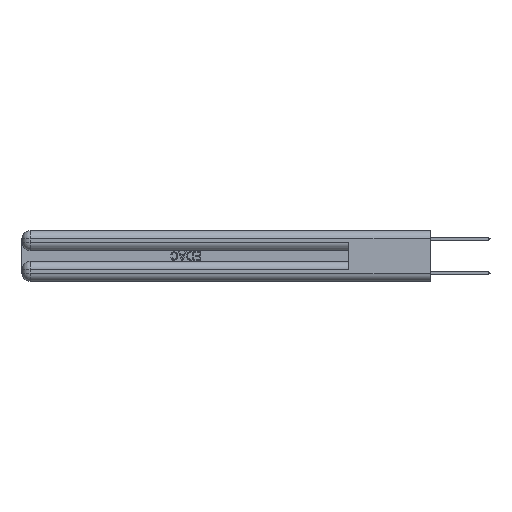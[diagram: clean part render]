
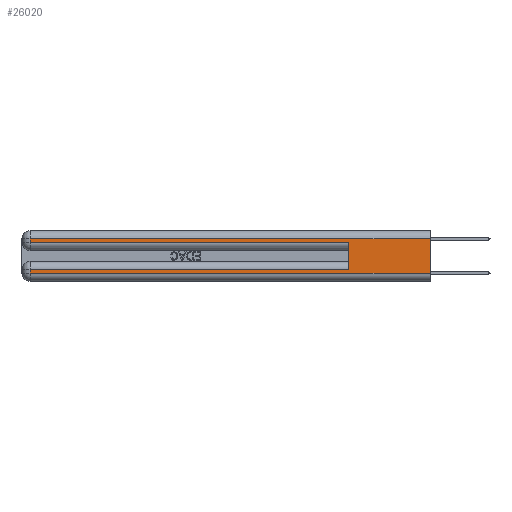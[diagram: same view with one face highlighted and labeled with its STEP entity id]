
A CAD part, left-side view. The second image highlights one B-rep face of the part: STEP entity #26020.
In plain terms, the highlighted planar face has unit normal (-1, 0, 0).
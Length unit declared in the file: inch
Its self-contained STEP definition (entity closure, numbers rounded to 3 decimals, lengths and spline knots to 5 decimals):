
#314 = CARTESIAN_POINT ( 'NONE',  ( 0., 2.94, 0.285 ) ) ;
#518 = PLANE ( 'NONE',  #29333 ) ;
#656 = LINE ( 'NONE', #3028, #3102 ) ;
#755 = CARTESIAN_POINT ( 'NONE',  ( 0., 0.6, 0.145 ) ) ;
#953 = FACE_OUTER_BOUND ( 'NONE', #26687, .T. ) ;
#2193 = ORIENTED_EDGE ( 'NONE', *, *, #20014, .T. ) ;
#2411 = ORIENTED_EDGE ( 'NONE', *, *, #21290, .F. ) ;
#2502 = VERTEX_POINT ( 'NONE', #16419 ) ;
#3004 = EDGE_CURVE ( 'NONE', #27497, #17064, #28467, .T. ) ;
#3028 = CARTESIAN_POINT ( 'NONE',  ( 0., 0., 0.31 ) ) ;
#3102 = VECTOR ( 'NONE', #11955, 39.37008 ) ;
#5095 = CARTESIAN_POINT ( 'NONE',  ( 0., 2.94, 0.31 ) ) ;
#5102 = VECTOR ( 'NONE', #7607, 39.37008 ) ;
#5382 = ORIENTED_EDGE ( 'NONE', *, *, #3004, .F. ) ;
#5574 = ORIENTED_EDGE ( 'NONE', *, *, #5577, .T. ) ;
#5577 = EDGE_CURVE ( 'NONE', #27780, #2502, #21083, .T. ) ;
#5586 = DIRECTION ( 'NONE',  ( 0., 0., -1. ) ) ;
#5822 = DIRECTION ( 'NONE',  ( 0., 0., -1. ) ) ;
#5826 = LINE ( 'NONE', #755, #13058 ) ;
#6046 = CARTESIAN_POINT ( 'NONE',  ( 0., 0., 0.31 ) ) ;
#6126 = LINE ( 'NONE', #8777, #6816 ) ;
#6816 = VECTOR ( 'NONE', #14890, 39.37008 ) ;
#7473 = CARTESIAN_POINT ( 'NONE',  ( 0., 2.94, 0.37 ) ) ;
#7607 = DIRECTION ( 'NONE',  ( 0., 0., -1. ) ) ;
#7897 = VECTOR ( 'NONE', #18253, 39.37008 ) ;
#8777 = CARTESIAN_POINT ( 'NONE',  ( 0., 0., 0.06 ) ) ;
#9292 = VERTEX_POINT ( 'NONE', #14961 ) ;
#10123 = CARTESIAN_POINT ( 'NONE',  ( 0., 0., 0.37 ) ) ;
#11150 = VERTEX_POINT ( 'NONE', #5095 ) ;
#11490 = VECTOR ( 'NONE', #5822, 39.37008 ) ;
#11592 = DIRECTION ( 'NONE',  ( 0., 0., -1. ) ) ;
#11955 = DIRECTION ( 'NONE',  ( 0., 1., 0. ) ) ;
#13058 = VECTOR ( 'NONE', #21471, 39.37008 ) ;
#13078 = ORIENTED_EDGE ( 'NONE', *, *, #26315, .T. ) ;
#14056 = VECTOR ( 'NONE', #27680, 39.37008 ) ;
#14890 = DIRECTION ( 'NONE',  ( 0., -1., 0. ) ) ;
#14961 = CARTESIAN_POINT ( 'NONE',  ( 0., 0.6, 0.285 ) ) ;
#16074 = LINE ( 'NONE', #23079, #24499 ) ;
#16167 = LINE ( 'NONE', #25283, #14056 ) ;
#16419 = CARTESIAN_POINT ( 'NONE',  ( 0., 2.94, 0.085 ) ) ;
#16890 = DIRECTION ( 'NONE',  ( 1., 0., 0. ) ) ;
#17064 = VERTEX_POINT ( 'NONE', #20254 ) ;
#18253 = DIRECTION ( 'NONE',  ( 0., 1., 0. ) ) ;
#18689 = CARTESIAN_POINT ( 'NONE',  ( 0., 0., 0.085 ) ) ;
#19255 = CARTESIAN_POINT ( 'NONE',  ( 0., 0.6, 0.085 ) ) ;
#20014 = EDGE_CURVE ( 'NONE', #20833, #9292, #16167, .T. ) ;
#20254 = CARTESIAN_POINT ( 'NONE',  ( 0., 0., 0.06 ) ) ;
#20329 = ORIENTED_EDGE ( 'NONE', *, *, #29348, .T. ) ;
#20833 = VERTEX_POINT ( 'NONE', #314 ) ;
#21083 = LINE ( 'NONE', #18689, #7897 ) ;
#21290 = EDGE_CURVE ( 'NONE', #27780, #9292, #5826, .T. ) ;
#21471 = DIRECTION ( 'NONE',  ( 0., 0., 1. ) ) ;
#21531 = EDGE_CURVE ( 'NONE', #23467, #17064, #6126, .T. ) ;
#23079 = CARTESIAN_POINT ( 'NONE',  ( 0., 2.94, 0.37 ) ) ;
#23309 = CARTESIAN_POINT ( 'NONE',  ( 0., 0., 0.37 ) ) ;
#23467 = VERTEX_POINT ( 'NONE', #28116 ) ;
#24499 = VECTOR ( 'NONE', #11592, 39.37008 ) ;
#25161 = EDGE_CURVE ( 'NONE', #27497, #11150, #656, .T. ) ;
#25283 = CARTESIAN_POINT ( 'NONE',  ( 0., 0., 0.285 ) ) ;
#25507 = LINE ( 'NONE', #7473, #5102 ) ;
#26020 = ADVANCED_FACE ( 'NONE', ( #953 ), #518, .F. ) ;
#26315 = EDGE_CURVE ( 'NONE', #2502, #23467, #16074, .T. ) ;
#26687 = EDGE_LOOP ( 'NONE', ( #5382, #28171, #20329, #2193, #2411, #5574, #13078, #26699 ) ) ;
#26699 = ORIENTED_EDGE ( 'NONE', *, *, #21531, .T. ) ;
#27497 = VERTEX_POINT ( 'NONE', #6046 ) ;
#27680 = DIRECTION ( 'NONE',  ( 0., -1., 0. ) ) ;
#27780 = VERTEX_POINT ( 'NONE', #19255 ) ;
#28116 = CARTESIAN_POINT ( 'NONE',  ( 0., 2.94, 0.06 ) ) ;
#28171 = ORIENTED_EDGE ( 'NONE', *, *, #25161, .T. ) ;
#28467 = LINE ( 'NONE', #10123, #11490 ) ;
#29333 = AXIS2_PLACEMENT_3D ( 'NONE', #23309, #16890, #5586 ) ;
#29348 = EDGE_CURVE ( 'NONE', #11150, #20833, #25507, .T. ) ;
